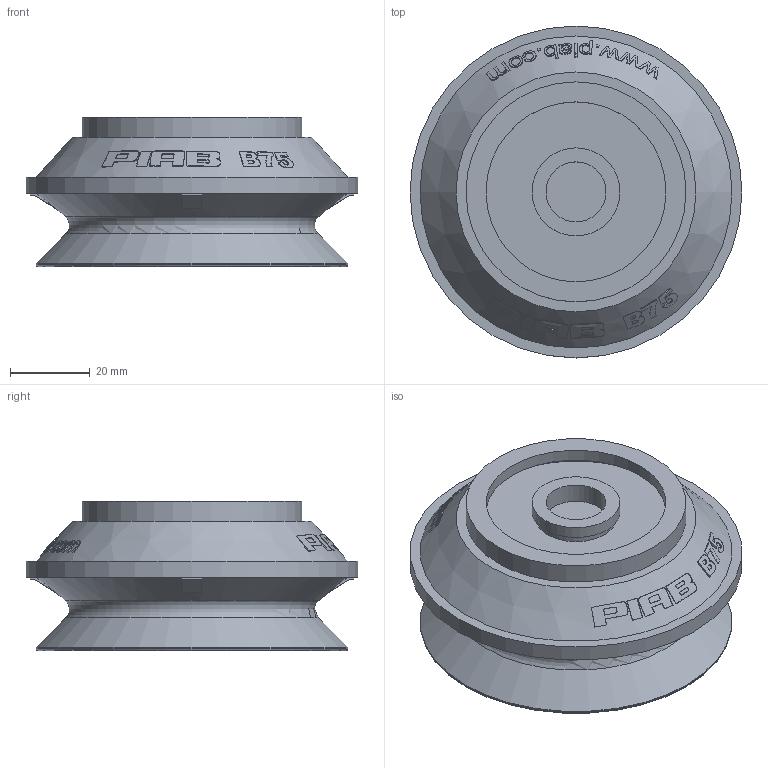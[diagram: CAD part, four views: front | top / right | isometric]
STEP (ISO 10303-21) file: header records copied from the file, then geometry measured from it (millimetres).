
FILE_DESCRIPTION(/* description */ ('Unknown'),/* implementation_level */ '2;1');
FILE_NAME(/* name */ 'S_A010_BXXX',/* time_stamp */ '2018-11-01T10:48:55+01:00',/* author */ ('Unknown'),/* organization */ ('Unknown'),/* preprocessor_version */ 'ST-DEVELOPER v16.7',/* originating_system */ 'DEX',/* authorisation */ $);
FILE_SCHEMA (('AUTOMOTIVE_DESIGN {1 0 10303 214 3 1 1}'));
Length unit declared in the file: millimetre
Products named in the file (4): S_A010_BXXX; A010_B75; Fitting_blank
Assembly tree (3 placements, depth 3):
  S_A010_BXXX
    A010_B75
      A010_B75
    Fitting_blank
Bounding box: 83 x 83 x 37.3 mm (x, y, z)
Volume: 131633.1 mm3; surface area: 22690.2 mm2
Topology: 1 solids, 2 shells, 340 faces, 895 edges, 595 vertices
Faces by surface type: bspline 264, cone 34, plane 30, cylinder 9, torus 3
Full cylindrical faces by diameter (mm): 15 x1, 20 x1, 22 x1, 45 x1, 50 x1, 55 x1, 73.733 x1, 78 x1, 83 x1
Entity records: 12921 total; most frequent: CARTESIAN_POINT 6852, ORIENTED_EDGE 1752, EDGE_CURVE 876, B_SPLINE_CURVE_WITH_KNOTS 800, VERTEX_POINT 592, EDGE_LOOP 394, FACE_BOUND 394, ADVANCED_FACE 340
